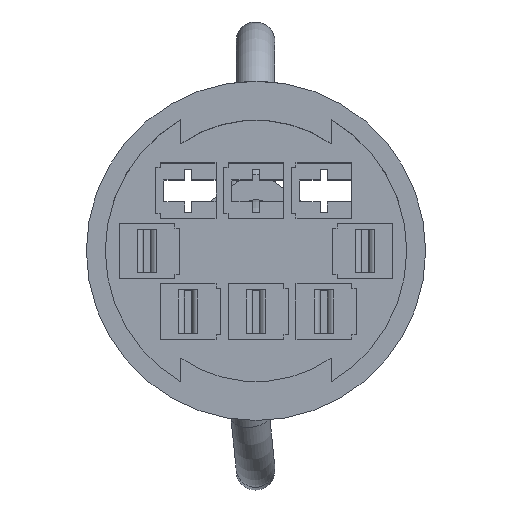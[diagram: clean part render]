
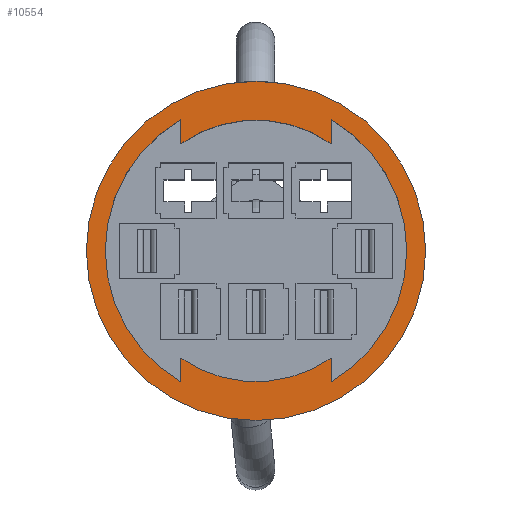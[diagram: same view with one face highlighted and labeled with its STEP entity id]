
A CAD part, top view. The second image highlights one B-rep face of the part: STEP entity #10554.
In plain terms, the highlighted planar face has unit normal (0, 0, 1).
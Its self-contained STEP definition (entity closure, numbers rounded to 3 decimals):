
#183=FACE_BOUND('',#1677,.T.);
#520=CIRCLE('',#11453,7.);
#521=CIRCLE('',#11454,5.4);
#522=CIRCLE('',#11455,6.25);
#523=CIRCLE('',#11456,5.4);
#524=CIRCLE('',#11457,6.25);
#1090=FACE_OUTER_BOUND('',#1676,.T.);
#1676=EDGE_LOOP('',(#8046));
#1677=EDGE_LOOP('',(#8047,#8048,#8049,#8050,#8051,#8052,#8053,#8054));
#2349=LINE('',#18025,#3388);
#2350=LINE('',#18029,#3389);
#2351=LINE('',#18033,#3390);
#2352=LINE('',#18036,#3391);
#3388=VECTOR('',#13215,10.);
#3389=VECTOR('',#13218,10.);
#3390=VECTOR('',#13221,10.);
#3391=VECTOR('',#13224,10.);
#4587=VERTEX_POINT('',#18019);
#4588=VERTEX_POINT('',#18021);
#4589=VERTEX_POINT('',#18022);
#4590=VERTEX_POINT('',#18024);
#4591=VERTEX_POINT('',#18026);
#4592=VERTEX_POINT('',#18028);
#4593=VERTEX_POINT('',#18030);
#4594=VERTEX_POINT('',#18032);
#4595=VERTEX_POINT('',#18034);
#5854=EDGE_CURVE('',#4587,#4587,#520,.T.);
#5855=EDGE_CURVE('',#4588,#4589,#521,.T.);
#5856=EDGE_CURVE('',#4589,#4590,#2349,.T.);
#5857=EDGE_CURVE('',#4590,#4591,#522,.T.);
#5858=EDGE_CURVE('',#4591,#4592,#2350,.T.);
#5859=EDGE_CURVE('',#4592,#4593,#523,.T.);
#5860=EDGE_CURVE('',#4593,#4594,#2351,.T.);
#5861=EDGE_CURVE('',#4594,#4595,#524,.T.);
#5862=EDGE_CURVE('',#4595,#4588,#2352,.T.);
#8046=ORIENTED_EDGE('',*,*,#5854,.F.);
#8047=ORIENTED_EDGE('',*,*,#5855,.T.);
#8048=ORIENTED_EDGE('',*,*,#5856,.T.);
#8049=ORIENTED_EDGE('',*,*,#5857,.T.);
#8050=ORIENTED_EDGE('',*,*,#5858,.T.);
#8051=ORIENTED_EDGE('',*,*,#5859,.T.);
#8052=ORIENTED_EDGE('',*,*,#5860,.T.);
#8053=ORIENTED_EDGE('',*,*,#5861,.T.);
#8054=ORIENTED_EDGE('',*,*,#5862,.T.);
#10055=PLANE('',#11452);
#10554=ADVANCED_FACE('',(#1090,#183),#10055,.T.);
#11452=AXIS2_PLACEMENT_3D('',#18018,#13209,#13210);
#11453=AXIS2_PLACEMENT_3D('',#18020,#13211,#13212);
#11454=AXIS2_PLACEMENT_3D('',#18023,#13213,#13214);
#11455=AXIS2_PLACEMENT_3D('',#18027,#13216,#13217);
#11456=AXIS2_PLACEMENT_3D('',#18031,#13219,#13220);
#11457=AXIS2_PLACEMENT_3D('',#18035,#13222,#13223);
#13209=DIRECTION('center_axis',(0.,0.,
1.));
#13210=DIRECTION('ref_axis',(0.,1.,0.));
#13211=DIRECTION('center_axis',(0.,0.,
-1.));
#13212=DIRECTION('ref_axis',(-1.,0.,0.));
#13213=DIRECTION('center_axis',(0.,0.,
-1.));
#13214=DIRECTION('ref_axis',(0.574,0.819,0.));
#13215=DIRECTION('',(0.,-1.,0.));
#13216=DIRECTION('center_axis',(0.,0.,
-1.));
#13217=DIRECTION('ref_axis',(0.501,-0.865,0.));
#13218=DIRECTION('',(0.,-1.,0.));
#13219=DIRECTION('center_axis',(0.,0.,
-1.));
#13220=DIRECTION('ref_axis',(-0.574,-0.819,0.));
#13221=DIRECTION('',(0.,1.,0.));
#13222=DIRECTION('center_axis',(0.,0.,
-1.));
#13223=DIRECTION('ref_axis',(-0.501,0.865,0.));
#13224=DIRECTION('',(0.,1.,0.));
#18018=CARTESIAN_POINT('Origin',(0.,0.,
25.));
#18019=CARTESIAN_POINT('',(0.,7.,25.));
#18020=CARTESIAN_POINT('Origin',(0.,0.,
25.));
#18021=CARTESIAN_POINT('',(3.1,-4.422,25.));
#18022=CARTESIAN_POINT('',(-3.1,-4.422,25.));
#18023=CARTESIAN_POINT('Origin',(0.,0.,
25.));
#18024=CARTESIAN_POINT('',(-3.1,-5.4,25.));
#18025=CARTESIAN_POINT('',(-3.1,-2.211,25.));
#18026=CARTESIAN_POINT('',(-3.1,5.418,25.));
#18027=CARTESIAN_POINT('Origin',(0.032,0.009,
25.));
#18028=CARTESIAN_POINT('',(-3.1,4.422,25.));
#18029=CARTESIAN_POINT('',(-3.1,2.709,25.));
#18030=CARTESIAN_POINT('',(3.1,4.422,25.));
#18031=CARTESIAN_POINT('Origin',(0.,0.,
25.));
#18032=CARTESIAN_POINT('',(3.1,5.418,25.));
#18033=CARTESIAN_POINT('',(3.1,2.211,25.));
#18034=CARTESIAN_POINT('',(3.1,-5.4,25.));
#18035=CARTESIAN_POINT('Origin',(-0.032,0.009,
25.));
#18036=CARTESIAN_POINT('',(3.1,-2.7,25.));
